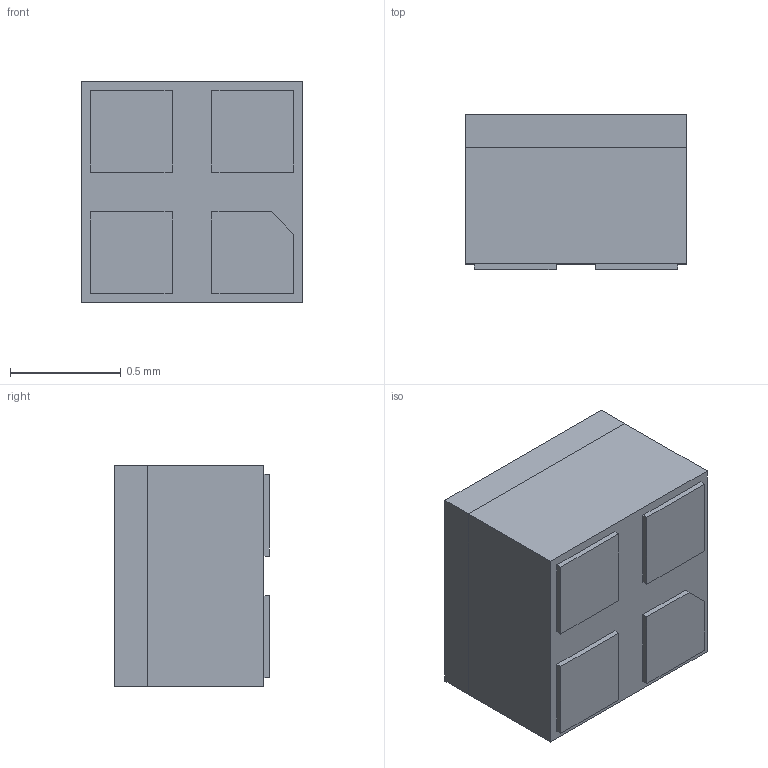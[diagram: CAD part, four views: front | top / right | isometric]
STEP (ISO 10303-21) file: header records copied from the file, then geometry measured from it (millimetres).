
FILE_DESCRIPTION (( 'STEP AP214' ), '1' );
FILE_NAME ('UHD1110-FKA-CL1A13R3Q1BBQFMF3.STEP', '2019-12-02T14:19:03', ( '' ), ( '' ), 'SwSTEP 2.0', 'SolidWorks 2016', '' );
FILE_SCHEMA (( 'AUTOMOTIVE_DESIGN' ));
Length unit declared in the file: millimetre
Products named in the file (1): UHD1110-FKA-CL1A13R3Q1BBQFMF3
Bounding box: 1 x 0.7 x 1 mm (x, y, z)
Volume: 0.7 mm3; surface area: 8.5 mm2
Topology: 9 solids, 9 shells, 67 faces, 147 edges, 98 vertices
Faces by surface type: plane 67
Entity records: 1919 total; most frequent: CARTESIAN_POINT 313, ORIENTED_EDGE 294, DIRECTION 283, LINE 147, VECTOR 147, EDGE_CURVE 147, VERTEX_POINT 98, EDGE_LOOP 73
